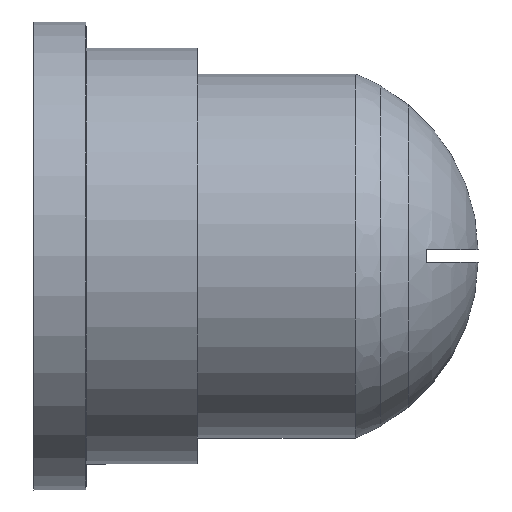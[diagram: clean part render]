
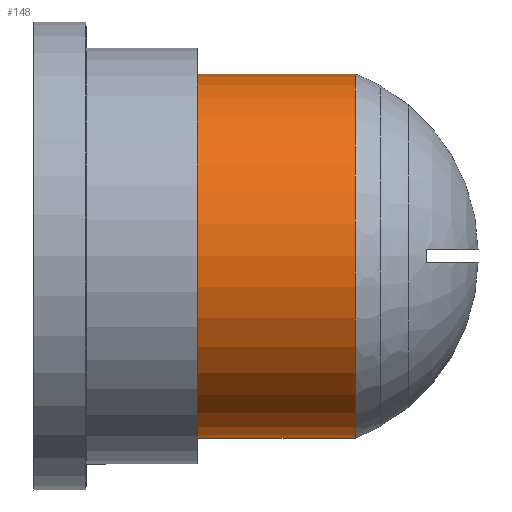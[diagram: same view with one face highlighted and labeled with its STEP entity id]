
A CAD part, top view. The second image highlights one B-rep face of the part: STEP entity #148.
In plain terms, the highlighted cylindrical face has radius 7 mm (diameter 14 mm), a partial arc.
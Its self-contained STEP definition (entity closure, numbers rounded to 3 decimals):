
#37 = VERTEX_POINT ( 'NONE', #689 ) ;
#49 = DIRECTION ( 'NONE',  ( 1., 0., 0. ) ) ;
#71 = CARTESIAN_POINT ( 'NONE',  ( -7.273, 3.874, 0. ) ) ;
#148 = ADVANCED_FACE ( 'NONE', ( #913 ), #657, .T. ) ;
#224 = EDGE_CURVE ( 'NONE', #227, #738, #971, .T. ) ;
#227 = VERTEX_POINT ( 'NONE', #713 ) ;
#271 = ORIENTED_EDGE ( 'NONE', *, *, #515, .T. ) ;
#316 = ORIENTED_EDGE ( 'NONE', *, *, #1130, .F. ) ;
#322 = AXIS2_PLACEMENT_3D ( 'NONE', #737, #49, #829 ) ;
#402 = CARTESIAN_POINT ( 'NONE',  ( -2.536, -10.126, 0. ) ) ;
#433 = EDGE_LOOP ( 'NONE', ( #271, #952, #1128, #316 ) ) ;
#515 = EDGE_CURVE ( 'NONE', #37, #227, #801, .T. ) ;
#527 = AXIS2_PLACEMENT_3D ( 'NONE', #837, #637, #1122 ) ;
#585 = CARTESIAN_POINT ( 'NONE',  ( -2.536, -3.126, 0. ) ) ;
#591 = VERTEX_POINT ( 'NONE', #71 ) ;
#637 = DIRECTION ( 'NONE',  ( 1., 0., 0. ) ) ;
#657 = CYLINDRICAL_SURFACE ( 'NONE', #888, 7. ) ;
#689 = CARTESIAN_POINT ( 'NONE',  ( -13.372, 3.874, 0. ) ) ;
#694 = DIRECTION ( 'NONE',  ( 0., 1., 0. ) ) ;
#713 = CARTESIAN_POINT ( 'NONE',  ( -13.372, -10.126, 0. ) ) ;
#714 = VECTOR ( 'NONE', #921, 1000. ) ;
#737 = CARTESIAN_POINT ( 'NONE',  ( -13.372, -3.126, 0. ) ) ;
#738 = VERTEX_POINT ( 'NONE', #1238 ) ;
#801 = CIRCLE ( 'NONE', #322, 7. ) ;
#825 = CIRCLE ( 'NONE', #527, 7. ) ;
#829 = DIRECTION ( 'NONE',  ( 0., 1., 0. ) ) ;
#831 = EDGE_CURVE ( 'NONE', #591, #738, #825, .T. ) ;
#837 = CARTESIAN_POINT ( 'NONE',  ( -7.273, -3.126, 0. ) ) ;
#838 = VECTOR ( 'NONE', #1252, 1000. ) ;
#888 = AXIS2_PLACEMENT_3D ( 'NONE', #585, #901, #694 ) ;
#901 = DIRECTION ( 'NONE',  ( 1., 0., 0. ) ) ;
#913 = FACE_OUTER_BOUND ( 'NONE', #433, .T. ) ;
#921 = DIRECTION ( 'NONE',  ( 1., 0., 0. ) ) ;
#952 = ORIENTED_EDGE ( 'NONE', *, *, #224, .T. ) ;
#961 = CARTESIAN_POINT ( 'NONE',  ( -2.536, 3.874, 0. ) ) ;
#971 = LINE ( 'NONE', #402, #714 ) ;
#1122 = DIRECTION ( 'NONE',  ( 0., 1., 0. ) ) ;
#1128 = ORIENTED_EDGE ( 'NONE', *, *, #831, .F. ) ;
#1130 = EDGE_CURVE ( 'NONE', #37, #591, #1231, .T. ) ;
#1231 = LINE ( 'NONE', #961, #838 ) ;
#1238 = CARTESIAN_POINT ( 'NONE',  ( -7.273, -10.126, 0. ) ) ;
#1252 = DIRECTION ( 'NONE',  ( 1., 0., 0. ) ) ;
